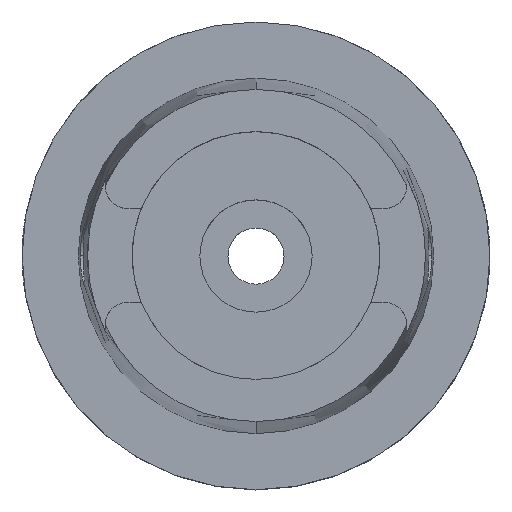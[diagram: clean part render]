
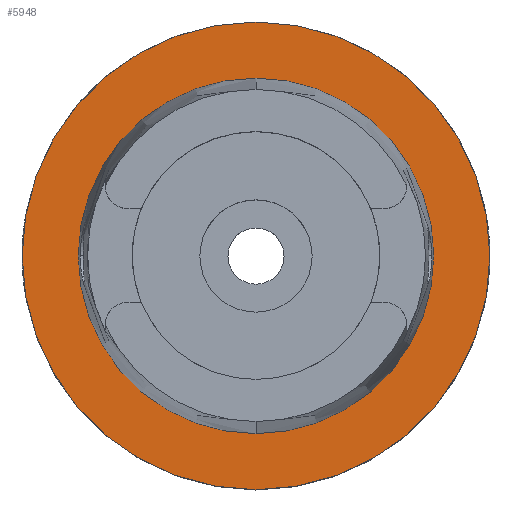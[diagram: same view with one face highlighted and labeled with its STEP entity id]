
A CAD part, top view. The second image highlights one B-rep face of the part: STEP entity #5948.
In plain terms, the highlighted planar face has unit normal (0, 0, 1).
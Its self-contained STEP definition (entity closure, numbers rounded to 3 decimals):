
#3063=CARTESIAN_POINT('',(0.,0.,0.));
#3064=DIRECTION('',(0.,0.,-1.));
#3065=DIRECTION('',(0.,-1.,0.));
#3066=AXIS2_PLACEMENT_3D('',#3063,#3064,#3065);
#3071=CARTESIAN_POINT('',(0.,0.,0.));
#3072=DIRECTION('',(0.,0.,-1.));
#3073=DIRECTION('',(0.,1.,0.));
#3074=AXIS2_PLACEMENT_3D('',#3071,#3072,#3073);
#3079=CARTESIAN_POINT('',(0.,0.,0.));
#3080=DIRECTION('',(0.,0.,1.));
#3081=DIRECTION('',(0.,-1.,0.));
#3082=AXIS2_PLACEMENT_3D('',#3079,#3080,#3081);
#3087=CARTESIAN_POINT('',(0.,0.,0.));
#3088=DIRECTION('',(0.,0.,1.));
#3089=DIRECTION('',(0.,1.,0.));
#3090=AXIS2_PLACEMENT_3D('',#3087,#3088,#3089);
#3342=CARTESIAN_POINT('',(0.,-38.,0.));
#3343=VERTEX_POINT('',#3342);
#3344=CARTESIAN_POINT('',(0.,38.,0.));
#3345=VERTEX_POINT('',#3344);
#3714=CARTESIAN_POINT('',(0.,50.,0.));
#3715=VERTEX_POINT('',#3714);
#3716=CARTESIAN_POINT('',(0.,-50.,0.));
#3717=VERTEX_POINT('',#3716);
#5935=CARTESIAN_POINT('',(0.,0.,0.));
#5936=DIRECTION('',(0.,0.,1.));
#5937=DIRECTION('',(0.,1.,0.));
#5938=AXIS2_PLACEMENT_3D('',#5935,#5936,#5937);
#5939=PLANE('',#5938);
#5940=ORIENTED_EDGE('',*,*,#5700,.T.);
#5941=ORIENTED_EDGE('',*,*,#5809,.T.);
#5942=EDGE_LOOP('',(#5940,#5941));
#5943=FACE_OUTER_BOUND('',#5942,.F.);
#5944=ORIENTED_EDGE('',*,*,#3949,.T.);
#5945=ORIENTED_EDGE('',*,*,#3908,.T.);
#5946=EDGE_LOOP('',(#5944,#5945));
#5947=FACE_BOUND('',#5946,.F.);
#3067=CIRCLE('',#3066,50.);
#3075=CIRCLE('',#3074,50.);
#3083=CIRCLE('',#3082,38.);
#3091=CIRCLE('',#3090,38.);
#3908=EDGE_CURVE('',#3345,#3343,#3091,.T.);
#3949=EDGE_CURVE('',#3343,#3345,#3083,.T.);
#5700=EDGE_CURVE('',#3717,#3715,#3067,.T.);
#5809=EDGE_CURVE('',#3715,#3717,#3075,.T.);
#5948=ADVANCED_FACE('',(#5943,#5947),#5939,.T.);
